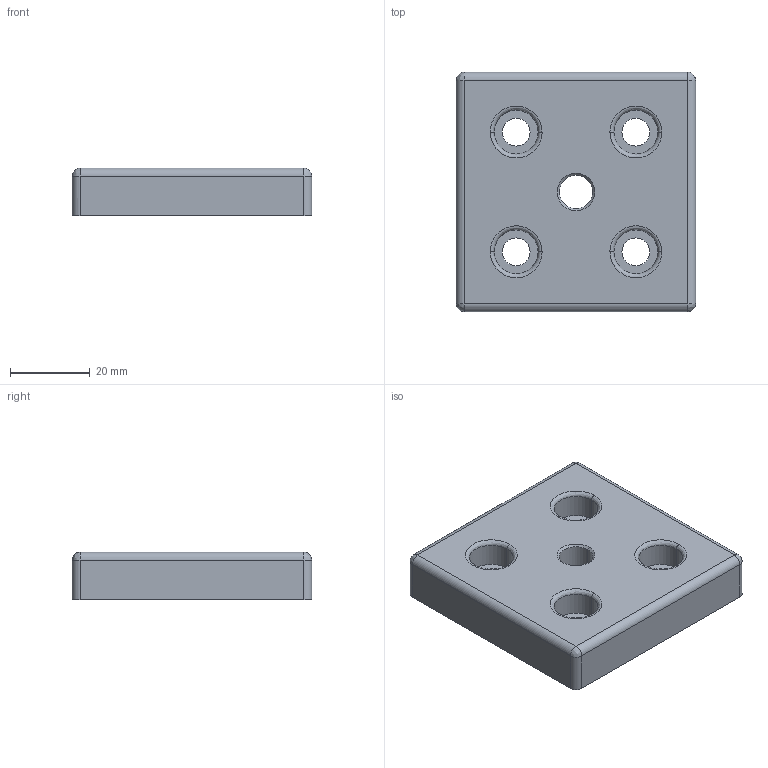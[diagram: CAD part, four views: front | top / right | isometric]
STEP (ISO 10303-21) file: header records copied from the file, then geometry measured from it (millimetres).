
FILE_DESCRIPTION(('STEP AP203'),'1');
FILE_NAME('fath_093t60601006s.stp','2021-11-23T15:20:39',('TraceParts'),('TraceParts S.A.'),'Spatial InterOp 3D',' ',' ');
FILE_SCHEMA(('CONFIG_CONTROL_DESIGN'));
Length unit declared in the file: millimetre
Products named in the file (1): 1
Bounding box: 60 x 60 x 12 mm (x, y, z)
Volume: 28603.3 mm3; surface area: 15189 mm2
Topology: 1 solids, 1 shells, 197 faces, 490 edges, 293 vertices
Faces by surface type: cylinder 100, bspline 69, plane 26, cone 2
Entity records: 7180 total; most frequent: CARTESIAN_POINT 2676, DIRECTION 968, ORIENTED_EDGE 952, EDGE_CURVE 476, AXIS2_PLACEMENT_3D 409, VERTEX_POINT 291, CIRCLE 280, EDGE_LOOP 213
